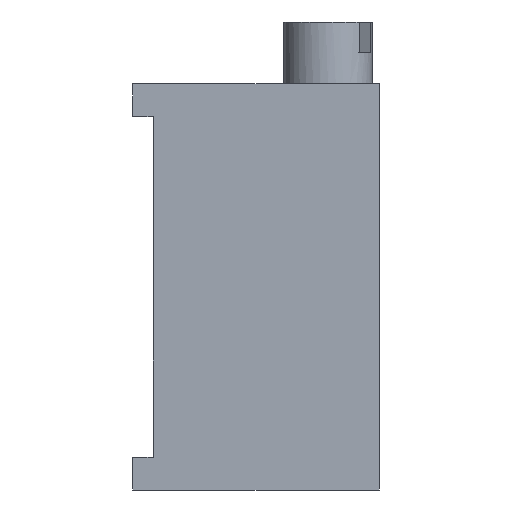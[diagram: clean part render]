
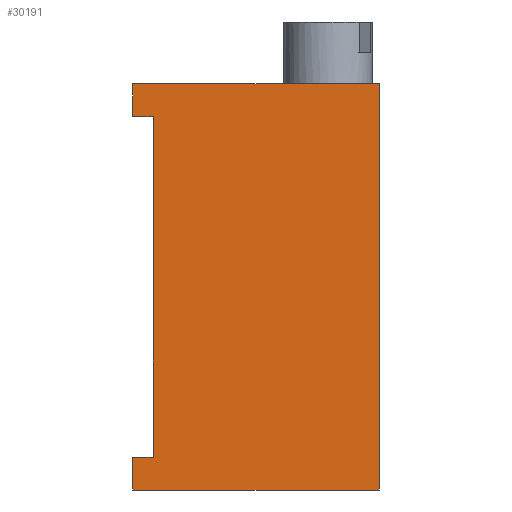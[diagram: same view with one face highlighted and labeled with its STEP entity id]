
A CAD part, front view. The second image highlights one B-rep face of the part: STEP entity #30191.
In plain terms, the highlighted planar face has unit normal (0, -1, 0).
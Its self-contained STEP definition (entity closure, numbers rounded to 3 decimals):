
#73 = PLANE('',#74);
#74 = AXIS2_PLACEMENT_3D('',#75,#76,#77);
#75 = CARTESIAN_POINT('',(4.191,2.223,10.033));
#76 = DIRECTION('',(-1.,0.,0.));
#77 = DIRECTION('',(0.,-1.,0.));
#10010 = VERTEX_POINT('',#10011);
#10011 = CARTESIAN_POINT('',(4.191,-7.303,10.033));
#10025 = PLANE('',#10026);
#10026 = AXIS2_PLACEMENT_3D('',#10027,#10028,#10029);
#10027 = CARTESIAN_POINT('',(0.,0.,10.033));
#10028 = DIRECTION('',(0.,0.,1.));
#10029 = DIRECTION('',(1.,0.,0.));
#10037 = EDGE_CURVE('',#10010,#10038,#10040,.T.);
#10038 = VERTEX_POINT('',#10039);
#10039 = CARTESIAN_POINT('',(4.191,-7.303,0.));
#10040 = SURFACE_CURVE('',#10041,(#10045,#10052),.PCURVE_S1.);
#10041 = LINE('',#10042,#10043);
#10042 = CARTESIAN_POINT('',(4.191,-7.303,10.033));
#10043 = VECTOR('',#10044,1.);
#10044 = DIRECTION('',(-0.,-0.,-1.));
#10045 = PCURVE('',#73,#10046);
#10046 = DEFINITIONAL_REPRESENTATION('',(#10047),#10051);
#10047 = LINE('',#10048,#10049);
#10048 = CARTESIAN_POINT('',(9.525,0.));
#10049 = VECTOR('',#10050,1.);
#10050 = DIRECTION('',(0.,-1.));
#10051 = ( GEOMETRIC_REPRESENTATION_CONTEXT(2) 
PARAMETRIC_REPRESENTATION_CONTEXT() REPRESENTATION_CONTEXT('2D SPACE',''
  ) );
#10052 = PCURVE('',#10053,#10058);
#10053 = PLANE('',#10054);
#10054 = AXIS2_PLACEMENT_3D('',#10055,#10056,#10057);
#10055 = CARTESIAN_POINT('',(-1.905,-7.303,10.033));
#10056 = DIRECTION('',(0.,1.,0.));
#10057 = DIRECTION('',(0.,0.,1.));
#10058 = DEFINITIONAL_REPRESENTATION('',(#10059),#10063);
#10059 = LINE('',#10060,#10061);
#10060 = CARTESIAN_POINT('',(0.,6.096));
#10061 = VECTOR('',#10062,1.);
#10062 = DIRECTION('',(-1.,0.));
#10063 = ( GEOMETRIC_REPRESENTATION_CONTEXT(2) 
PARAMETRIC_REPRESENTATION_CONTEXT() REPRESENTATION_CONTEXT('2D SPACE',''
  ) );
#10081 = PLANE('',#10082);
#10082 = AXIS2_PLACEMENT_3D('',#10083,#10084,#10085);
#10083 = CARTESIAN_POINT('',(0.,0.,0.));
#10084 = DIRECTION('',(0.,0.,1.));
#10085 = DIRECTION('',(1.,0.,0.));
#29501 = PLANE('',#29502);
#29502 = AXIS2_PLACEMENT_3D('',#29503,#29504,#29505);
#29503 = CARTESIAN_POINT('',(-1.397,0.,0.));
#29504 = DIRECTION('',(1.,0.,0.));
#29505 = DIRECTION('',(0.,0.,-1.));
#30061 = VERTEX_POINT('',#30062);
#30062 = CARTESIAN_POINT('',(-1.905,-7.303,10.033));
#30076 = PLANE('',#30077);
#30077 = AXIS2_PLACEMENT_3D('',#30078,#30079,#30080);
#30078 = CARTESIAN_POINT('',(-1.905,2.223,10.033));
#30079 = DIRECTION('',(1.,0.,0.));
#30080 = DIRECTION('',(0.,1.,0.));
#30088 = EDGE_CURVE('',#30061,#10010,#30089,.T.);
#30089 = SURFACE_CURVE('',#30090,(#30094,#30101),.PCURVE_S1.);
#30090 = LINE('',#30091,#30092);
#30091 = CARTESIAN_POINT('',(-1.905,-7.303,10.033));
#30092 = VECTOR('',#30093,1.);
#30093 = DIRECTION('',(1.,0.,0.));
#30094 = PCURVE('',#10025,#30095);
#30095 = DEFINITIONAL_REPRESENTATION('',(#30096),#30100);
#30096 = LINE('',#30097,#30098);
#30097 = CARTESIAN_POINT('',(-1.905,-7.303));
#30098 = VECTOR('',#30099,1.);
#30099 = DIRECTION('',(1.,0.));
#30100 = ( GEOMETRIC_REPRESENTATION_CONTEXT(2) 
PARAMETRIC_REPRESENTATION_CONTEXT() REPRESENTATION_CONTEXT('2D SPACE',''
  ) );
#30101 = PCURVE('',#10053,#30102);
#30102 = DEFINITIONAL_REPRESENTATION('',(#30103),#30107);
#30103 = LINE('',#30104,#30105);
#30104 = CARTESIAN_POINT('',(0.,0.));
#30105 = VECTOR('',#30106,1.);
#30106 = DIRECTION('',(0.,1.));
#30107 = ( GEOMETRIC_REPRESENTATION_CONTEXT(2) 
PARAMETRIC_REPRESENTATION_CONTEXT() REPRESENTATION_CONTEXT('2D SPACE',''
  ) );
#30191 = ADVANCED_FACE('',(#30192),#10053,.F.);
#30192 = FACE_BOUND('',#30193,.T.);
#30193 = EDGE_LOOP('',(#30194,#30217,#30245,#30268,#30296,#30324,#30345,
    #30346));
#30194 = ORIENTED_EDGE('',*,*,#30195,.T.);
#30195 = EDGE_CURVE('',#30061,#30196,#30198,.T.);
#30196 = VERTEX_POINT('',#30197);
#30197 = CARTESIAN_POINT('',(-1.905,-7.303,9.223));
#30198 = SURFACE_CURVE('',#30199,(#30203,#30210),.PCURVE_S1.);
#30199 = LINE('',#30200,#30201);
#30200 = CARTESIAN_POINT('',(-1.905,-7.303,10.033));
#30201 = VECTOR('',#30202,1.);
#30202 = DIRECTION('',(-0.,-0.,-1.));
#30203 = PCURVE('',#10053,#30204);
#30204 = DEFINITIONAL_REPRESENTATION('',(#30205),#30209);
#30205 = LINE('',#30206,#30207);
#30206 = CARTESIAN_POINT('',(0.,0.));
#30207 = VECTOR('',#30208,1.);
#30208 = DIRECTION('',(-1.,0.));
#30209 = ( GEOMETRIC_REPRESENTATION_CONTEXT(2) 
PARAMETRIC_REPRESENTATION_CONTEXT() REPRESENTATION_CONTEXT('2D SPACE',''
  ) );
#30210 = PCURVE('',#30076,#30211);
#30211 = DEFINITIONAL_REPRESENTATION('',(#30212),#30216);
#30212 = LINE('',#30213,#30214);
#30213 = CARTESIAN_POINT('',(-9.525,0.));
#30214 = VECTOR('',#30215,1.);
#30215 = DIRECTION('',(0.,-1.));
#30216 = ( GEOMETRIC_REPRESENTATION_CONTEXT(2) 
PARAMETRIC_REPRESENTATION_CONTEXT() REPRESENTATION_CONTEXT('2D SPACE',''
  ) );
#30217 = ORIENTED_EDGE('',*,*,#30218,.F.);
#30218 = EDGE_CURVE('',#30219,#30196,#30221,.T.);
#30219 = VERTEX_POINT('',#30220);
#30220 = CARTESIAN_POINT('',(-1.397,-7.303,9.223));
#30221 = SURFACE_CURVE('',#30222,(#30226,#30233),.PCURVE_S1.);
#30222 = LINE('',#30223,#30224);
#30223 = CARTESIAN_POINT('',(-1.397,-7.303,9.223));
#30224 = VECTOR('',#30225,1.);
#30225 = DIRECTION('',(-1.,0.,-0.));
#30226 = PCURVE('',#10053,#30227);
#30227 = DEFINITIONAL_REPRESENTATION('',(#30228),#30232);
#30228 = LINE('',#30229,#30230);
#30229 = CARTESIAN_POINT('',(-0.81,0.508));
#30230 = VECTOR('',#30231,1.);
#30231 = DIRECTION('',(0.,-1.));
#30232 = ( GEOMETRIC_REPRESENTATION_CONTEXT(2) 
PARAMETRIC_REPRESENTATION_CONTEXT() REPRESENTATION_CONTEXT('2D SPACE',''
  ) );
#30233 = PCURVE('',#30234,#30239);
#30234 = PLANE('',#30235);
#30235 = AXIS2_PLACEMENT_3D('',#30236,#30237,#30238);
#30236 = CARTESIAN_POINT('',(-1.397,-6.795,9.223));
#30237 = DIRECTION('',(0.,0.,1.));
#30238 = DIRECTION('',(1.,0.,0.));
#30239 = DEFINITIONAL_REPRESENTATION('',(#30240),#30244);
#30240 = LINE('',#30241,#30242);
#30241 = CARTESIAN_POINT('',(0.,-0.508));
#30242 = VECTOR('',#30243,1.);
#30243 = DIRECTION('',(-1.,0.));
#30244 = ( GEOMETRIC_REPRESENTATION_CONTEXT(2) 
PARAMETRIC_REPRESENTATION_CONTEXT() REPRESENTATION_CONTEXT('2D SPACE',''
  ) );
#30245 = ORIENTED_EDGE('',*,*,#30246,.F.);
#30246 = EDGE_CURVE('',#30247,#30219,#30249,.T.);
#30247 = VERTEX_POINT('',#30248);
#30248 = CARTESIAN_POINT('',(-1.397,-7.303,0.81));
#30249 = SURFACE_CURVE('',#30250,(#30254,#30261),.PCURVE_S1.);
#30250 = LINE('',#30251,#30252);
#30251 = CARTESIAN_POINT('',(-1.397,-7.303,0.81));
#30252 = VECTOR('',#30253,1.);
#30253 = DIRECTION('',(0.,0.,1.));
#30254 = PCURVE('',#10053,#30255);
#30255 = DEFINITIONAL_REPRESENTATION('',(#30256),#30260);
#30256 = LINE('',#30257,#30258);
#30257 = CARTESIAN_POINT('',(-9.223,0.508));
#30258 = VECTOR('',#30259,1.);
#30259 = DIRECTION('',(1.,0.));
#30260 = ( GEOMETRIC_REPRESENTATION_CONTEXT(2) 
PARAMETRIC_REPRESENTATION_CONTEXT() REPRESENTATION_CONTEXT('2D SPACE',''
  ) );
#30261 = PCURVE('',#29501,#30262);
#30262 = DEFINITIONAL_REPRESENTATION('',(#30263),#30267);
#30263 = LINE('',#30264,#30265);
#30264 = CARTESIAN_POINT('',(-0.81,-7.303));
#30265 = VECTOR('',#30266,1.);
#30266 = DIRECTION('',(-1.,0.));
#30267 = ( GEOMETRIC_REPRESENTATION_CONTEXT(2) 
PARAMETRIC_REPRESENTATION_CONTEXT() REPRESENTATION_CONTEXT('2D SPACE',''
  ) );
#30268 = ORIENTED_EDGE('',*,*,#30269,.T.);
#30269 = EDGE_CURVE('',#30247,#30270,#30272,.T.);
#30270 = VERTEX_POINT('',#30271);
#30271 = CARTESIAN_POINT('',(-1.905,-7.303,0.81));
#30272 = SURFACE_CURVE('',#30273,(#30277,#30284),.PCURVE_S1.);
#30273 = LINE('',#30274,#30275);
#30274 = CARTESIAN_POINT('',(-1.397,-7.303,0.81));
#30275 = VECTOR('',#30276,1.);
#30276 = DIRECTION('',(-1.,0.,-0.));
#30277 = PCURVE('',#10053,#30278);
#30278 = DEFINITIONAL_REPRESENTATION('',(#30279),#30283);
#30279 = LINE('',#30280,#30281);
#30280 = CARTESIAN_POINT('',(-9.223,0.508));
#30281 = VECTOR('',#30282,1.);
#30282 = DIRECTION('',(0.,-1.));
#30283 = ( GEOMETRIC_REPRESENTATION_CONTEXT(2) 
PARAMETRIC_REPRESENTATION_CONTEXT() REPRESENTATION_CONTEXT('2D SPACE',''
  ) );
#30284 = PCURVE('',#30285,#30290);
#30285 = PLANE('',#30286);
#30286 = AXIS2_PLACEMENT_3D('',#30287,#30288,#30289);
#30287 = CARTESIAN_POINT('',(-1.397,-7.303,0.81));
#30288 = DIRECTION('',(0.,0.,-1.));
#30289 = DIRECTION('',(-1.,0.,0.));
#30290 = DEFINITIONAL_REPRESENTATION('',(#30291),#30295);
#30291 = LINE('',#30292,#30293);
#30292 = CARTESIAN_POINT('',(0.,0.));
#30293 = VECTOR('',#30294,1.);
#30294 = DIRECTION('',(1.,0.));
#30295 = ( GEOMETRIC_REPRESENTATION_CONTEXT(2) 
PARAMETRIC_REPRESENTATION_CONTEXT() REPRESENTATION_CONTEXT('2D SPACE',''
  ) );
#30296 = ORIENTED_EDGE('',*,*,#30297,.T.);
#30297 = EDGE_CURVE('',#30270,#30298,#30300,.T.);
#30298 = VERTEX_POINT('',#30299);
#30299 = CARTESIAN_POINT('',(-1.905,-7.303,0.));
#30300 = SURFACE_CURVE('',#30301,(#30305,#30312),.PCURVE_S1.);
#30301 = LINE('',#30302,#30303);
#30302 = CARTESIAN_POINT('',(-1.905,-7.303,10.033));
#30303 = VECTOR('',#30304,1.);
#30304 = DIRECTION('',(-0.,-0.,-1.));
#30305 = PCURVE('',#10053,#30306);
#30306 = DEFINITIONAL_REPRESENTATION('',(#30307),#30311);
#30307 = LINE('',#30308,#30309);
#30308 = CARTESIAN_POINT('',(0.,0.));
#30309 = VECTOR('',#30310,1.);
#30310 = DIRECTION('',(-1.,0.));
#30311 = ( GEOMETRIC_REPRESENTATION_CONTEXT(2) 
PARAMETRIC_REPRESENTATION_CONTEXT() REPRESENTATION_CONTEXT('2D SPACE',''
  ) );
#30312 = PCURVE('',#30313,#30318);
#30313 = PLANE('',#30314);
#30314 = AXIS2_PLACEMENT_3D('',#30315,#30316,#30317);
#30315 = CARTESIAN_POINT('',(-1.905,2.223,10.033));
#30316 = DIRECTION('',(1.,0.,0.));
#30317 = DIRECTION('',(0.,1.,0.));
#30318 = DEFINITIONAL_REPRESENTATION('',(#30319),#30323);
#30319 = LINE('',#30320,#30321);
#30320 = CARTESIAN_POINT('',(-9.525,0.));
#30321 = VECTOR('',#30322,1.);
#30322 = DIRECTION('',(0.,-1.));
#30323 = ( GEOMETRIC_REPRESENTATION_CONTEXT(2) 
PARAMETRIC_REPRESENTATION_CONTEXT() REPRESENTATION_CONTEXT('2D SPACE',''
  ) );
#30324 = ORIENTED_EDGE('',*,*,#30325,.T.);
#30325 = EDGE_CURVE('',#30298,#10038,#30326,.T.);
#30326 = SURFACE_CURVE('',#30327,(#30331,#30338),.PCURVE_S1.);
#30327 = LINE('',#30328,#30329);
#30328 = CARTESIAN_POINT('',(-1.905,-7.303,0.));
#30329 = VECTOR('',#30330,1.);
#30330 = DIRECTION('',(1.,0.,0.));
#30331 = PCURVE('',#10053,#30332);
#30332 = DEFINITIONAL_REPRESENTATION('',(#30333),#30337);
#30333 = LINE('',#30334,#30335);
#30334 = CARTESIAN_POINT('',(-10.033,0.));
#30335 = VECTOR('',#30336,1.);
#30336 = DIRECTION('',(0.,1.));
#30337 = ( GEOMETRIC_REPRESENTATION_CONTEXT(2) 
PARAMETRIC_REPRESENTATION_CONTEXT() REPRESENTATION_CONTEXT('2D SPACE',''
  ) );
#30338 = PCURVE('',#10081,#30339);
#30339 = DEFINITIONAL_REPRESENTATION('',(#30340),#30344);
#30340 = LINE('',#30341,#30342);
#30341 = CARTESIAN_POINT('',(-1.905,-7.303));
#30342 = VECTOR('',#30343,1.);
#30343 = DIRECTION('',(1.,0.));
#30344 = ( GEOMETRIC_REPRESENTATION_CONTEXT(2) 
PARAMETRIC_REPRESENTATION_CONTEXT() REPRESENTATION_CONTEXT('2D SPACE',''
  ) );
#30345 = ORIENTED_EDGE('',*,*,#10037,.F.);
#30346 = ORIENTED_EDGE('',*,*,#30088,.F.);
